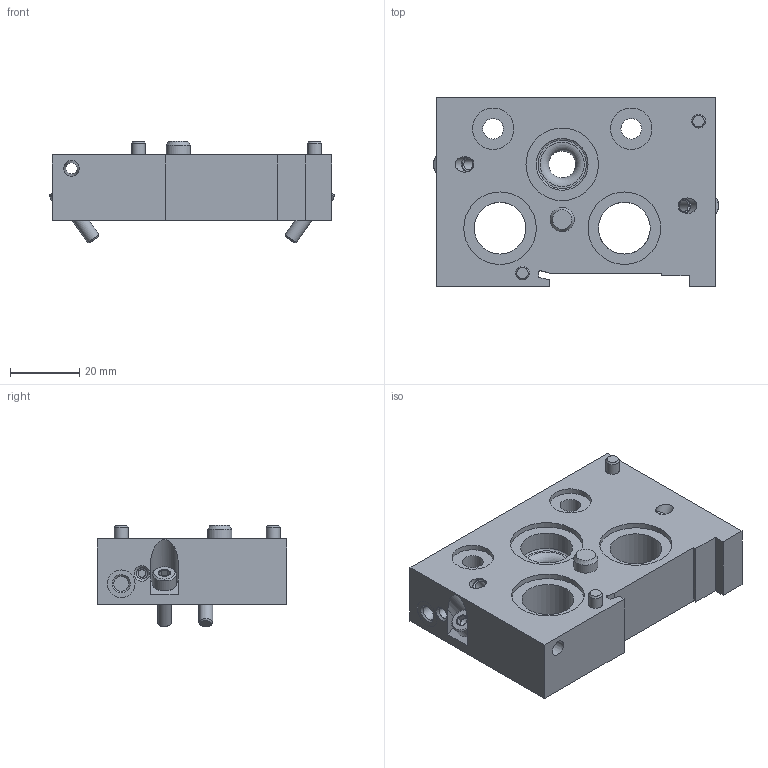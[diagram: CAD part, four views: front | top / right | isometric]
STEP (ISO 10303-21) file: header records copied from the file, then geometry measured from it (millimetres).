
FILE_DESCRIPTION(/* description */ ('STEP AP214'),/* implementation_level */ '2;1');
FILE_NAME(/* name */ '161110_NAW-1_8-02-VDMA',/* time_stamp */ '2024-09-11T21:32:19+02:00',/* author */ ('License CC BY-ND 4.0'),/* organization */ ('CADENAS'),/* preprocessor_version */ 'ST-DEVELOPER v19.3',/* originating_system */ 'PARTsolutions',/* authorisation */ ' ');
FILE_SCHEMA (('AUTOMOTIVE_DESIGN {1 0 10303 214 3 1 1}'));
Length unit declared in the file: millimetre
Products named in the file (3): 161110 NAW-1/8-02-VDMA; 161110 NAW-1/8-02-VDMA---(P); DIN-912 - M4x14(F)
Assembly tree (3 placements, depth 2):
  161110 NAW-1/8-02-VDMA
    161110 NAW-1/8-02-VDMA---(P)
    DIN-912 - M4x14(F)  x2
Bounding box: 82.61 x 55 x 29.48 mm (x, y, z)
Volume: 64447.2 mm3; surface area: 21032 mm2
Topology: 3 solids, 3 shells, 176 faces, 347 edges, 208 vertices
Faces by surface type: plane 83, cylinder 43, cone 42, torus 8
Full cylindrical faces by diameter (mm): 2.459 x2, 3.242 x3, 3.5 x1, 3.95 x1, 4 x4, 4.33 x2, 4.4 x2, 6 x2, 7 x3, 7.8 x1, 8 x2, 8.566 x2, 12 x2, 14 x2, 15 x4, 21 x3
Entity records: 3587 total; most frequent: DIRECTION 646, CARTESIAN_POINT 603, ORIENTED_EDGE 444, AXIS2_PLACEMENT_3D 279, FACE_BOUND 265, EDGE_LOOP 262, EDGE_CURVE 222, VERTEX_POINT 177
